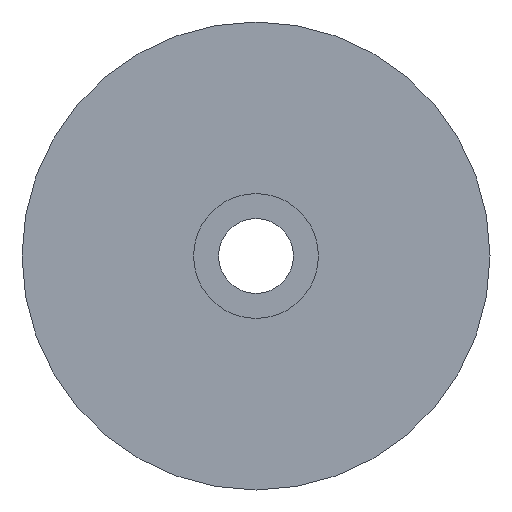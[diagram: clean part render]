
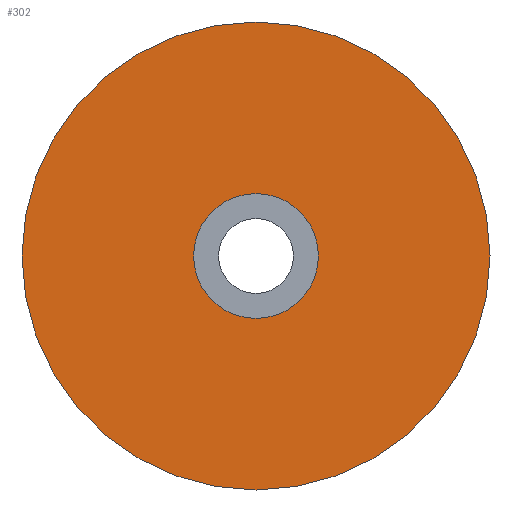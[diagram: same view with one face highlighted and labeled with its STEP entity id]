
A CAD part, front view. The second image highlights one B-rep face of the part: STEP entity #302.
In plain terms, the highlighted planar face has unit normal (0, -1, 0).
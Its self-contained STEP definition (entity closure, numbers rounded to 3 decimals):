
#70 = EDGE_CURVE ( 'NONE', #351, #2339, #671, .T. ) ;
#122 = AXIS2_PLACEMENT_3D ( 'NONE', #2071, #2217, #340 ) ;
#139 = AXIS2_PLACEMENT_3D ( 'NONE', #2346, #1970, #850 ) ;
#148 = ORIENTED_EDGE ( 'NONE', *, *, #1662, .T. ) ;
#185 = CIRCLE ( 'NONE', #1361, 18.75 ) ;
#302 = ADVANCED_FACE ( 'NONE', ( #1840, #1669 ), #1249, .F. ) ;
#340 = DIRECTION ( 'NONE',  ( 0., 0., 1. ) ) ;
#351 = VERTEX_POINT ( 'NONE', #1926 ) ;
#354 = CARTESIAN_POINT ( 'NONE',  ( 0., 0., 0. ) ) ;
#402 = AXIS2_PLACEMENT_3D ( 'NONE', #354, #2228, #1632 ) ;
#527 = DIRECTION ( 'NONE',  ( 0., 1., 0. ) ) ;
#561 = EDGE_CURVE ( 'NONE', #2339, #351, #185, .T. ) ;
#671 = CIRCLE ( 'NONE', #139, 18.75 ) ;
#850 = DIRECTION ( 'NONE',  ( 0., 0., 1. ) ) ;
#1034 = CARTESIAN_POINT ( 'NONE',  ( 0., 0., 5. ) ) ;
#1079 = CARTESIAN_POINT ( 'NONE',  ( 0., 0., 0. ) ) ;
#1141 = ORIENTED_EDGE ( 'NONE', *, *, #1429, .T. ) ;
#1249 = PLANE ( 'NONE',  #122 ) ;
#1286 = DIRECTION ( 'NONE',  ( 0., 0., 1. ) ) ;
#1361 = AXIS2_PLACEMENT_3D ( 'NONE', #1079, #2235, #1286 ) ;
#1429 = EDGE_CURVE ( 'NONE', #2214, #2266, #1486, .T. ) ;
#1486 = CIRCLE ( 'NONE', #2432, 5. ) ;
#1632 = DIRECTION ( 'NONE',  ( 0., 0., 1. ) ) ;
#1662 = EDGE_CURVE ( 'NONE', #2266, #2214, #1795, .T. ) ;
#1669 = FACE_BOUND ( 'NONE', #1890, .T. ) ;
#1759 = CARTESIAN_POINT ( 'NONE',  ( 0., 0., 18.75 ) ) ;
#1795 = CIRCLE ( 'NONE', #402, 5. ) ;
#1836 = CARTESIAN_POINT ( 'NONE',  ( 0., 0., -5. ) ) ;
#1840 = FACE_OUTER_BOUND ( 'NONE', #2045, .T. ) ;
#1853 = ORIENTED_EDGE ( 'NONE', *, *, #70, .F. ) ;
#1861 = CARTESIAN_POINT ( 'NONE',  ( 0., 0., 0. ) ) ;
#1890 = EDGE_LOOP ( 'NONE', ( #1141, #148 ) ) ;
#1926 = CARTESIAN_POINT ( 'NONE',  ( 0., 0., -18.75 ) ) ;
#1970 = DIRECTION ( 'NONE',  ( 0., 1., 0. ) ) ;
#2037 = ORIENTED_EDGE ( 'NONE', *, *, #561, .F. ) ;
#2045 = EDGE_LOOP ( 'NONE', ( #2037, #1853 ) ) ;
#2071 = CARTESIAN_POINT ( 'NONE',  ( 5., 0., 0. ) ) ;
#2214 = VERTEX_POINT ( 'NONE', #1034 ) ;
#2217 = DIRECTION ( 'NONE',  ( 0., 1., 0. ) ) ;
#2228 = DIRECTION ( 'NONE',  ( 0., 1., 0. ) ) ;
#2235 = DIRECTION ( 'NONE',  ( 0., 1., 0. ) ) ;
#2266 = VERTEX_POINT ( 'NONE', #1836 ) ;
#2339 = VERTEX_POINT ( 'NONE', #1759 ) ;
#2346 = CARTESIAN_POINT ( 'NONE',  ( 0., 0., 0. ) ) ;
#2384 = DIRECTION ( 'NONE',  ( 0., 0., 1. ) ) ;
#2432 = AXIS2_PLACEMENT_3D ( 'NONE', #1861, #527, #2384 ) ;
